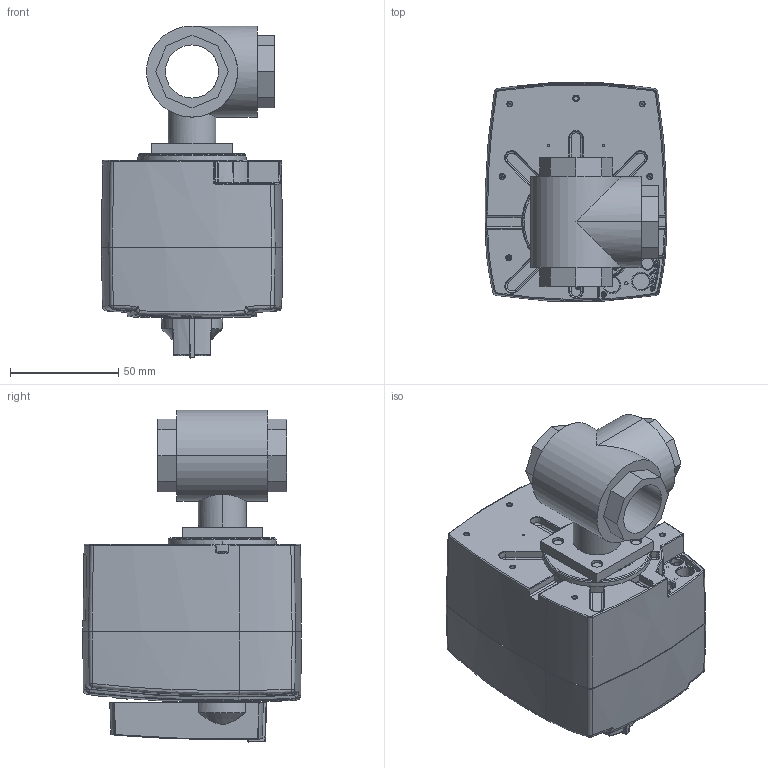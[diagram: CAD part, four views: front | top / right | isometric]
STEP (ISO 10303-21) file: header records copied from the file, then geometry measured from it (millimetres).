
FILE_DESCRIPTION((''),'2;1');
FILE_NAME('ALL_ASM','2015-04-17T',('u317927'),('Danfoss'),'PRO/ENGINEER BY PARAMETRIC TECHNOLOGY CORPORATION, 2014000','PRO/ENGINEER BY PARAMETRIC TECHNOLOGY CORPORATION, 2014000','');
FILE_SCHEMA(('CONFIG_CONTROL_DESIGN'));
Length unit declared in the file: millimetre
Products named in the file (11): PRT0001_1; PRT0004_1; PRT0005_1; PRT0006_1; PRT0007_1; PRT0009_1; PRT0010_1; PRT0020_1; ASM0002_ASM_1_ASM; ASM0001_ASM_1_ASM; ALL_ASM
Assembly tree (10 placements, depth 4):
  ALL_ASM
    ASM0001_ASM_1_ASM
      ASM0002_ASM_1_ASM
        PRT0001_1
        PRT0004_1
        PRT0005_1
        PRT0006_1
        PRT0007_1
        PRT0009_1
        PRT0010_1
        PRT0020_1
Bounding box: 83.69 x 100.81 x 153.13 mm (x, y, z)
Volume: 140407.4 mm3; surface area: 134457.5 mm2
Topology: 7 solids, 9 shells, 3304 faces, 9375 edges, 5938 vertices
Faces by surface type: cylinder 742, plane 656, torus 629, bspline 569, cone 510, sphere 132, extrusion 66
Entity records: 160853 total; most frequent: CARTESIAN_POINT 80911, ORIENTED_EDGE 18274, DIRECTION 15129, EDGE_CURVE 9141, AXIS2_PLACEMENT_3D 6522, VERTEX_POINT 5937, CIRCLE 3823, EDGE_LOOP 3435
